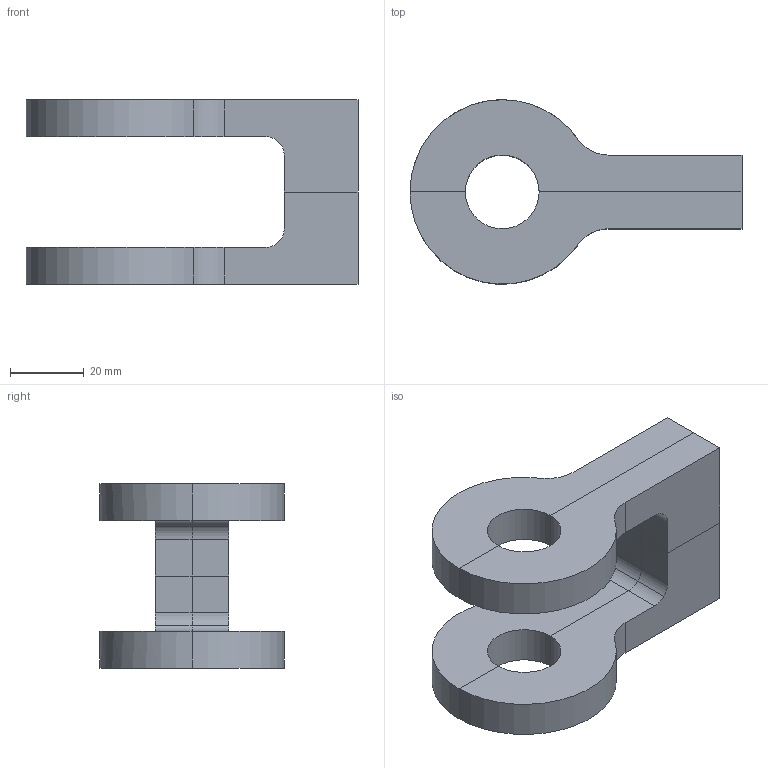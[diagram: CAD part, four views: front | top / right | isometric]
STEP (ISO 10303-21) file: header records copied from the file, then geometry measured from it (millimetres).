
FILE_DESCRIPTION(('STEP AP214'),'1');
FILE_NAME('Shackle.stp','2022-12-01T10:57:50',(' '),(' '),'Spatial InterOp 3D',' ',' ');
FILE_SCHEMA(('AUTOMOTIVE_DESIGN { 1 0 10303 214 1 1 1 1 }'));
Length unit declared in the file: millimetre
Products named in the file (1): 1
Bounding box: 90 x 49.97 x 50 mm (x, y, z)
Surface area: 17453.4 mm2 (no closed solid volume)
Topology: 0 solids, 1 shells, 40 faces, 106 edges, 64 vertices
Faces by surface type: cylinder 20, plane 20
Entity records: 1255 total; most frequent: DIRECTION 230, ORIENTED_EDGE 212, CARTESIAN_POINT 211, EDGE_CURVE 106, AXIS2_PLACEMENT_3D 83, VERTEX_POINT 64, LINE 64, VECTOR 64
